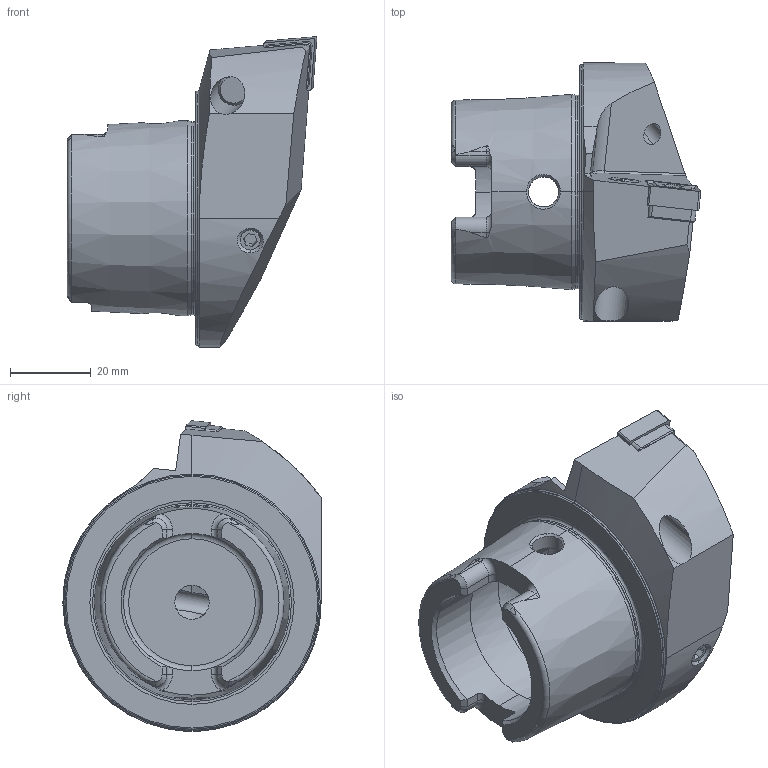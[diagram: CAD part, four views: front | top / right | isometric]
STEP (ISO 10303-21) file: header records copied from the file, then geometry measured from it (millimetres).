
FILE_DESCRIPTION (( 'STEP AP214' ), '1' );
FILE_NAME ('HA6.PCD.LLA.030.STEP', '2022-03-28T11:46:23', ( '' ), ( '' ), 'SwSTEP 2.0', 'SolidWorks 2017', '' );
FILE_SCHEMA (( 'AUTOMOTIVE_DESIGN' ));
Length unit declared in the file: millimetre
Products named in the file (8): WCD-ER3.101.000_A; HA6.PCD.LLA.030; WCD-ER1.101.000; CNMG120404; ISO 4026 - M6 x 6; WCD-ER4.101.017_A; WCD-ER2.101.003_A; HA6-PCD.LLA.030_A
Assembly tree (7 placements, depth 2):
  HA6.PCD.LLA.030
    HA6-PCD.LLA.030_A
    WCD-ER1.101.000
    WCD-ER2.101.003_A
    WCD-ER3.101.000_A
    WCD-ER4.101.017_A
    ISO 4026 - M6 x 6
    CNMG120404
Bounding box: 61.9 x 64 x 77 mm (x, y, z)
Volume: 76034.2 mm3; surface area: 24763.1 mm2
Topology: 7 solids, 7 shells, 308 faces, 786 edges, 481 vertices
Faces by surface type: plane 107, cylinder 85, cone 70, torus 30, bspline 16
Entity records: 10962 total; most frequent: CARTESIAN_POINT 3422, ORIENTED_EDGE 1556, DIRECTION 1432, EDGE_CURVE 778, AXIS2_PLACEMENT_3D 541, VERTEX_POINT 481, VECTOR 350, LINE 350
